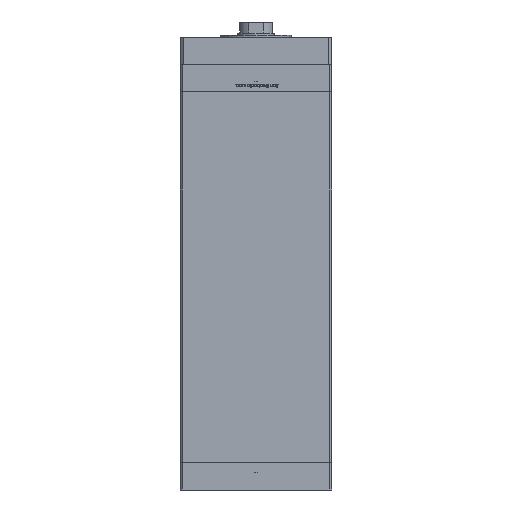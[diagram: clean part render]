
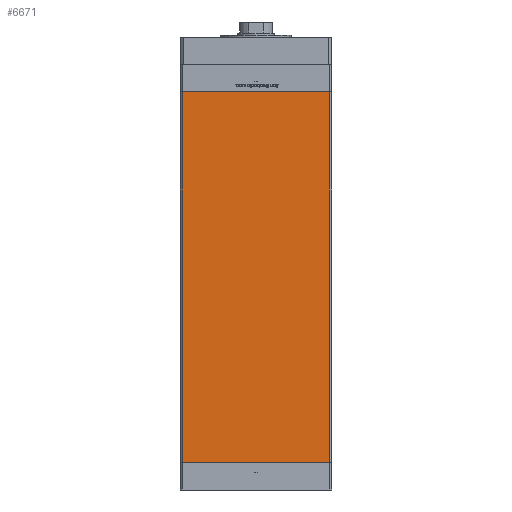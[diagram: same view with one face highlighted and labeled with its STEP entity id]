
A CAD part, front view. The second image highlights one B-rep face of the part: STEP entity #6671.
In plain terms, the highlighted planar face has unit normal (0, -1, 0).
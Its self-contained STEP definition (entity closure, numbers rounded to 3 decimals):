
#596 = VERTEX_POINT ( 'NONE', #9320 ) ;
#1008 = VERTEX_POINT ( 'NONE', #2660 ) ;
#2660 = CARTESIAN_POINT ( 'NONE',  ( -73., -62.5, 367. ) ) ;
#6572 = DIRECTION ( 'NONE',  ( 0., 0., -1. ) ) ;
#6671 = ADVANCED_FACE ( 'NONE', ( #44595 ), #48848, .F. ) ;
#9320 = CARTESIAN_POINT ( 'NONE',  ( -73., -62.5, 0. ) ) ;
#9682 = ORIENTED_EDGE ( 'NONE', *, *, #34623, .F. ) ;
#10168 = DIRECTION ( 'NONE',  ( 0., 1., 0. ) ) ;
#10609 = LINE ( 'NONE', #52706, #28566 ) ;
#13308 = DIRECTION ( 'NONE',  ( 0., 0., -1. ) ) ;
#14246 = EDGE_CURVE ( 'NONE', #596, #43086, #10609, .T. ) ;
#15344 = ORIENTED_EDGE ( 'NONE', *, *, #41150, .F. ) ;
#15497 = EDGE_CURVE ( 'NONE', #1008, #596, #20483, .T. ) ;
#16524 = AXIS2_PLACEMENT_3D ( 'NONE', #24089, #10168, #36880 ) ;
#16853 = CARTESIAN_POINT ( 'NONE',  ( 73., -62.5, 367. ) ) ;
#20483 = LINE ( 'NONE', #42086, #47683 ) ;
#20978 = CARTESIAN_POINT ( 'NONE',  ( -73., -62.5, 367. ) ) ;
#22130 = CARTESIAN_POINT ( 'NONE',  ( 73., -62.5, 367. ) ) ;
#22798 = VECTOR ( 'NONE', #34033, 1000. ) ;
#23564 = VECTOR ( 'NONE', #13308, 1000. ) ;
#24089 = CARTESIAN_POINT ( 'NONE',  ( -73., -62.5, 367. ) ) ;
#25897 = CARTESIAN_POINT ( 'NONE',  ( 73., -62.5, 0. ) ) ;
#28566 = VECTOR ( 'NONE', #48994, 1000. ) ;
#29443 = ORIENTED_EDGE ( 'NONE', *, *, #14246, .T. ) ;
#30361 = LINE ( 'NONE', #22130, #23564 ) ;
#30454 = ORIENTED_EDGE ( 'NONE', *, *, #15497, .T. ) ;
#33451 = EDGE_LOOP ( 'NONE', ( #29443, #9682, #15344, #30454 ) ) ;
#34033 = DIRECTION ( 'NONE',  ( 1., 0., 0. ) ) ;
#34623 = EDGE_CURVE ( 'NONE', #37736, #43086, #30361, .T. ) ;
#36880 = DIRECTION ( 'NONE',  ( 0., 0., 1. ) ) ;
#37736 = VERTEX_POINT ( 'NONE', #16853 ) ;
#41150 = EDGE_CURVE ( 'NONE', #1008, #37736, #51110, .T. ) ;
#42086 = CARTESIAN_POINT ( 'NONE',  ( -73., -62.5, 367. ) ) ;
#43086 = VERTEX_POINT ( 'NONE', #25897 ) ;
#44595 = FACE_OUTER_BOUND ( 'NONE', #33451, .T. ) ;
#47683 = VECTOR ( 'NONE', #6572, 1000. ) ;
#48848 = PLANE ( 'NONE',  #16524 ) ;
#48994 = DIRECTION ( 'NONE',  ( 1., 0., 0. ) ) ;
#51110 = LINE ( 'NONE', #20978, #22798 ) ;
#52706 = CARTESIAN_POINT ( 'NONE',  ( -73., -62.5, 0. ) ) ;
